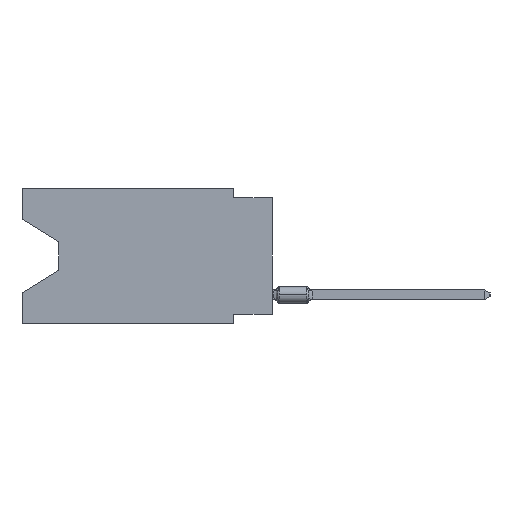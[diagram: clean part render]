
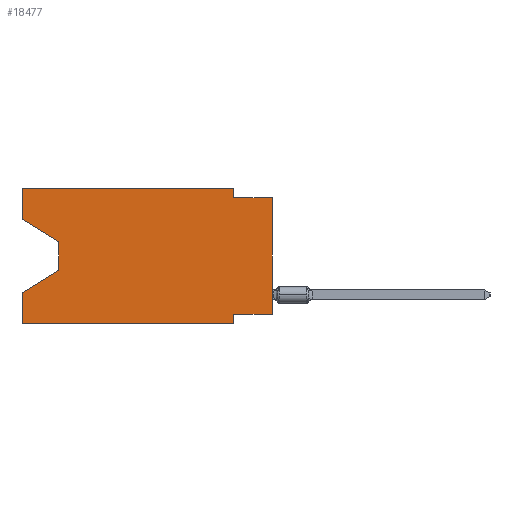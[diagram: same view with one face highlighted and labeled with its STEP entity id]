
A CAD part, left-side view. The second image highlights one B-rep face of the part: STEP entity #18477.
In plain terms, the highlighted planar face has unit normal (-1, 0, 0).
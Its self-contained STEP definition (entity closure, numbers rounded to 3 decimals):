
#343 = ORIENTED_EDGE ( 'NONE', *, *, #10873, .F. ) ;
#438 = VECTOR ( 'NONE', #34078, 1000. ) ;
#881 = VERTEX_POINT ( 'NONE', #31510 ) ;
#993 = ORIENTED_EDGE ( 'NONE', *, *, #27869, .T. ) ;
#1516 = EDGE_CURVE ( 'NONE', #1786, #37580, #19714, .T. ) ;
#1786 = VERTEX_POINT ( 'NONE', #33272 ) ;
#2289 = CARTESIAN_POINT ( 'NONE',  ( 0., 13.97, -5.385 ) ) ;
#2486 = LINE ( 'NONE', #2289, #7919 ) ;
#2549 = VERTEX_POINT ( 'NONE', #23905 ) ;
#2999 = LINE ( 'NONE', #38188, #16718 ) ;
#3163 = VECTOR ( 'NONE', #28791, 1000. ) ;
#3258 = LINE ( 'NONE', #6543, #19036 ) ;
#3382 = VERTEX_POINT ( 'NONE', #22652 ) ;
#4090 = EDGE_LOOP ( 'NONE', ( #9216, #993, #22122, #30250, #33949, #37761, #5264, #22576, #8987, #23194, #26838, #343 ) ) ;
#4424 = LINE ( 'NONE', #4616, #21277 ) ;
#4616 = CARTESIAN_POINT ( 'NONE',  ( 0., 2.54, -8.89 ) ) ;
#4699 = CARTESIAN_POINT ( 'NONE',  ( 0., 2.54, 0. ) ) ;
#5264 = ORIENTED_EDGE ( 'NONE', *, *, #33265, .F. ) ;
#5760 = DIRECTION ( 'NONE',  ( 0., 0., 1. ) ) ;
#6427 = CARTESIAN_POINT ( 'NONE',  ( 0., 0., -8.255 ) ) ;
#6543 = CARTESIAN_POINT ( 'NONE',  ( 0., 16.383, 0. ) ) ;
#7443 = VECTOR ( 'NONE', #7858, 1000. ) ;
#7858 = DIRECTION ( 'NONE',  ( 0., 1., 0. ) ) ;
#7919 = VECTOR ( 'NONE', #37473, 1000. ) ;
#8112 = VERTEX_POINT ( 'NONE', #21473 ) ;
#8195 = VECTOR ( 'NONE', #35942, 1000. ) ;
#8307 = LINE ( 'NONE', #34951, #3163 ) ;
#8314 = EDGE_CURVE ( 'NONE', #881, #3382, #2486, .T. ) ;
#8473 = EDGE_CURVE ( 'NONE', #1786, #3382, #3258, .T. ) ;
#8475 = LINE ( 'NONE', #32239, #14391 ) ;
#8987 = ORIENTED_EDGE ( 'NONE', *, *, #20079, .F. ) ;
#9216 = ORIENTED_EDGE ( 'NONE', *, *, #19513, .T. ) ;
#10538 = AXIS2_PLACEMENT_3D ( 'NONE', #31737, #29039, #34625 ) ;
#10604 = VECTOR ( 'NONE', #11209, 1000. ) ;
#10670 = VECTOR ( 'NONE', #34277, 1000. ) ;
#10873 = EDGE_CURVE ( 'NONE', #2549, #19778, #8307, .T. ) ;
#11209 = DIRECTION ( 'NONE',  ( 0., -1., 0. ) ) ;
#11553 = VERTEX_POINT ( 'NONE', #23254 ) ;
#12189 = CARTESIAN_POINT ( 'NONE',  ( 0., 0., -0.635 ) ) ;
#12197 = DIRECTION ( 'NONE',  ( 0., 0., -1. ) ) ;
#12240 = EDGE_CURVE ( 'NONE', #33261, #37580, #4424, .T. ) ;
#12572 = LINE ( 'NONE', #12189, #8195 ) ;
#14148 = FACE_OUTER_BOUND ( 'NONE', #4090, .T. ) ;
#14391 = VECTOR ( 'NONE', #5760, 1000. ) ;
#15661 = VERTEX_POINT ( 'NONE', #36831 ) ;
#16718 = VECTOR ( 'NONE', #21169, 1000. ) ;
#18477 = ADVANCED_FACE ( 'NONE', ( #14148 ), #25560, .F. ) ;
#19036 = VECTOR ( 'NONE', #33213, 1000. ) ;
#19513 = EDGE_CURVE ( 'NONE', #2549, #8112, #22863, .T. ) ;
#19643 = VERTEX_POINT ( 'NONE', #6427 ) ;
#19714 = LINE ( 'NONE', #31505, #10604 ) ;
#19778 = VERTEX_POINT ( 'NONE', #25537 ) ;
#19892 = DIRECTION ( 'NONE',  ( 0., 0., -1. ) ) ;
#20079 = EDGE_CURVE ( 'NONE', #15661, #11553, #12572, .T. ) ;
#20496 = CARTESIAN_POINT ( 'NONE',  ( 0., 2.54, -8.89 ) ) ;
#20602 = EDGE_CURVE ( 'NONE', #23479, #15661, #31387, .T. ) ;
#21169 = DIRECTION ( 'NONE',  ( 0., -1., 0. ) ) ;
#21277 = VECTOR ( 'NONE', #19892, 1000. ) ;
#21473 = CARTESIAN_POINT ( 'NONE',  ( 0., 13.97, -3.505 ) ) ;
#22122 = ORIENTED_EDGE ( 'NONE', *, *, #8314, .T. ) ;
#22287 = CARTESIAN_POINT ( 'NONE',  ( 0., 16.383, -2.038 ) ) ;
#22576 = ORIENTED_EDGE ( 'NONE', *, *, #37934, .T. ) ;
#22652 = CARTESIAN_POINT ( 'NONE',  ( 0., 16.383, -6.852 ) ) ;
#22863 = LINE ( 'NONE', #22287, #438 ) ;
#23194 = ORIENTED_EDGE ( 'NONE', *, *, #20602, .F. ) ;
#23254 = CARTESIAN_POINT ( 'NONE',  ( 0., 0., -0.635 ) ) ;
#23479 = VERTEX_POINT ( 'NONE', #32882 ) ;
#23905 = CARTESIAN_POINT ( 'NONE',  ( 0., 16.383, -2.038 ) ) ;
#25537 = CARTESIAN_POINT ( 'NONE',  ( 0., 16.383, 0. ) ) ;
#25560 = PLANE ( 'NONE',  #10538 ) ;
#25828 = CARTESIAN_POINT ( 'NONE',  ( 0., 0., -8.255 ) ) ;
#26838 = ORIENTED_EDGE ( 'NONE', *, *, #33315, .F. ) ;
#27869 = EDGE_CURVE ( 'NONE', #8112, #881, #33618, .T. ) ;
#28791 = DIRECTION ( 'NONE',  ( 0., 0., 1. ) ) ;
#29039 = DIRECTION ( 'NONE',  ( 1., 0., 0. ) ) ;
#29788 = CARTESIAN_POINT ( 'NONE',  ( 0., 13.97, -3.505 ) ) ;
#30250 = ORIENTED_EDGE ( 'NONE', *, *, #8473, .F. ) ;
#31242 = CARTESIAN_POINT ( 'NONE',  ( 0., 2.54, -8.255 ) ) ;
#31387 = LINE ( 'NONE', #4699, #10670 ) ;
#31505 = CARTESIAN_POINT ( 'NONE',  ( 0., 16.383, -8.89 ) ) ;
#31510 = CARTESIAN_POINT ( 'NONE',  ( 0., 13.97, -5.385 ) ) ;
#31737 = CARTESIAN_POINT ( 'NONE',  ( 0., 16.383, 0. ) ) ;
#32239 = CARTESIAN_POINT ( 'NONE',  ( 0., 0., 0. ) ) ;
#32882 = CARTESIAN_POINT ( 'NONE',  ( 0., 2.54, 0. ) ) ;
#33213 = DIRECTION ( 'NONE',  ( 0., 0., 1. ) ) ;
#33261 = VERTEX_POINT ( 'NONE', #31242 ) ;
#33265 = EDGE_CURVE ( 'NONE', #19643, #33261, #34321, .T. ) ;
#33272 = CARTESIAN_POINT ( 'NONE',  ( 0., 16.383, -8.89 ) ) ;
#33315 = EDGE_CURVE ( 'NONE', #19778, #23479, #2999, .T. ) ;
#33618 = LINE ( 'NONE', #29788, #36264 ) ;
#33949 = ORIENTED_EDGE ( 'NONE', *, *, #1516, .T. ) ;
#34078 = DIRECTION ( 'NONE',  ( 0., -0.855, -0.519 ) ) ;
#34277 = DIRECTION ( 'NONE',  ( 0., 0., -1. ) ) ;
#34321 = LINE ( 'NONE', #25828, #7443 ) ;
#34625 = DIRECTION ( 'NONE',  ( 0., 0., -1. ) ) ;
#34951 = CARTESIAN_POINT ( 'NONE',  ( 0., 16.383, 0. ) ) ;
#35942 = DIRECTION ( 'NONE',  ( 0., -1., 0. ) ) ;
#36264 = VECTOR ( 'NONE', #12197, 1000. ) ;
#36831 = CARTESIAN_POINT ( 'NONE',  ( 0., 2.54, -0.635 ) ) ;
#37473 = DIRECTION ( 'NONE',  ( 0., 0.855, -0.519 ) ) ;
#37580 = VERTEX_POINT ( 'NONE', #20496 ) ;
#37761 = ORIENTED_EDGE ( 'NONE', *, *, #12240, .F. ) ;
#37934 = EDGE_CURVE ( 'NONE', #19643, #11553, #8475, .T. ) ;
#38188 = CARTESIAN_POINT ( 'NONE',  ( 0., 16.383, 0. ) ) ;
